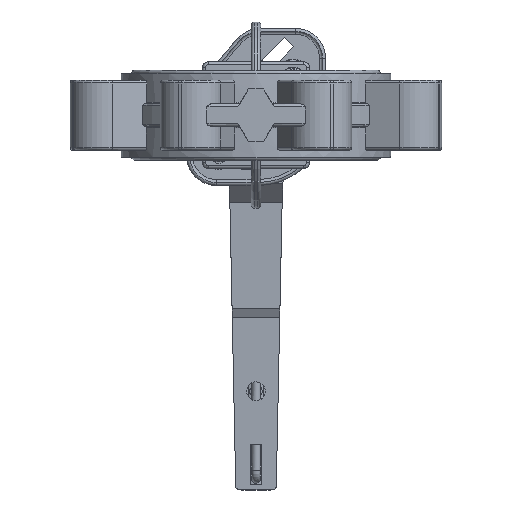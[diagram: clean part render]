
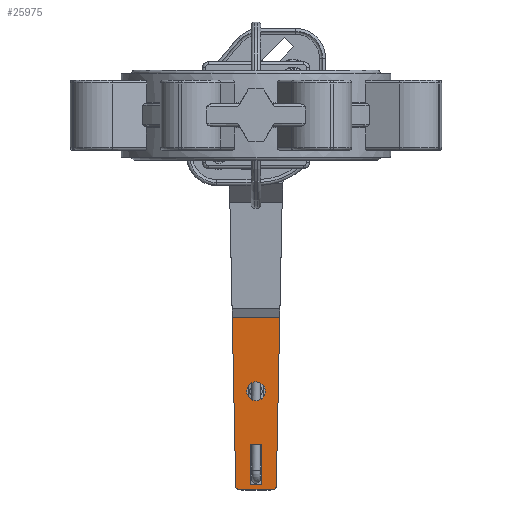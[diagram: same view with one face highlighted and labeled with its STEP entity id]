
A CAD part, front view. The second image highlights one B-rep face of the part: STEP entity #25975.
In plain terms, the highlighted planar face has unit normal (0, -0.999, -0.046).
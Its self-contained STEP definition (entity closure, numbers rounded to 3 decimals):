
#23148=CARTESIAN_POINT('',(-11.541,232.,-250.));
#23149=VERTEX_POINT('',#23148);
#23150=CARTESIAN_POINT('',(-13.541,231.911,-248.041));
#23151=VERTEX_POINT('',#23150);
#23152=CARTESIAN_POINT('',(-11.541,231.909,-248.));
#23153=DIRECTION('',(0.0,0.999,0.046));
#23154=DIRECTION('',(0.,0.046,-0.999));
#23155=AXIS2_PLACEMENT_3D('',#23152,#23153,#23154);
#23156=ELLIPSE('',#23155,2.002,2.0);
#23157=EDGE_CURVE('',#23149,#23151,#23156,.T.);
#23286=CARTESIAN_POINT('',(-4.,230.63,-220.));
#23287=VERTEX_POINT('',#23286);
#23294=CARTESIAN_POINT('',(-4.,231.863,-247.));
#23295=VERTEX_POINT('',#23294);
#23296=CARTESIAN_POINT('',(-4.,231.863,-247.));
#23297=DIRECTION('',(0.0,-0.046,0.999));
#23298=VECTOR('',#23297,27.028);
#23299=LINE('',#23296,#23298);
#23300=EDGE_CURVE('',#23295,#23287,#23299,.T.);
#23431=CARTESIAN_POINT('',(-15.883,226.747,-135.));
#23432=VERTEX_POINT('',#23431);
#23433=CARTESIAN_POINT('',(-15.883,226.747,-135.));
#23434=DIRECTION('',(0.021,0.046,-0.999));
#23435=VECTOR('',#23434,113.184);
#23436=LINE('',#23433,#23435);
#23437=EDGE_CURVE('',#23432,#23151,#23436,.T.);
#23487=CARTESIAN_POINT('',(13.541,231.911,-248.041));
#23488=VERTEX_POINT('',#23487);
#23489=CARTESIAN_POINT('',(11.541,232.,-250.));
#23490=VERTEX_POINT('',#23489);
#23491=CARTESIAN_POINT('',(11.541,231.909,-248.));
#23492=DIRECTION('',(0.0,0.999,0.046));
#23493=DIRECTION('',(0.,0.046,-0.999));
#23494=AXIS2_PLACEMENT_3D('',#23491,#23492,#23493);
#23495=ELLIPSE('',#23494,2.002,2.0);
#23496=EDGE_CURVE('',#23488,#23490,#23495,.T.);
#23649=CARTESIAN_POINT('',(15.883,226.747,-135.));
#23650=VERTEX_POINT('',#23649);
#23657=CARTESIAN_POINT('',(13.541,231.911,-248.041));
#23658=DIRECTION('',(0.021,-0.046,0.999));
#23659=VECTOR('',#23658,113.184);
#23660=LINE('',#23657,#23659);
#23661=EDGE_CURVE('',#23488,#23650,#23660,.T.);
#23706=CARTESIAN_POINT('',(4.,231.863,-247.));
#23707=VERTEX_POINT('',#23706);
#23714=CARTESIAN_POINT('',(4.,230.63,-220.));
#23715=VERTEX_POINT('',#23714);
#23716=CARTESIAN_POINT('',(4.,230.63,-220.));
#23717=DIRECTION('',(0.0,0.046,-0.999));
#23718=VECTOR('',#23717,27.028);
#23719=LINE('',#23716,#23718);
#23720=EDGE_CURVE('',#23715,#23707,#23719,.T.);
#23912=CARTESIAN_POINT('',(4.,231.863,-247.));
#23913=DIRECTION('',(-1.0,0.0,0.0));
#23914=VECTOR('',#23913,8.0);
#23915=LINE('',#23912,#23914);
#23916=EDGE_CURVE('',#23707,#23295,#23915,.T.);
#24042=CARTESIAN_POINT('',(0.,229.294,-190.75));
#24043=VERTEX_POINT('',#24042);
#24044=CARTESIAN_POINT('',(0.,229.008,-184.5));
#24045=DIRECTION('',(0.0,0.999,0.046));
#24046=DIRECTION('',(0.0,-0.046,0.999));
#24047=AXIS2_PLACEMENT_3D('',#24044,#24045,#24046);
#24048=ELLIPSE('',#24047,6.257,6.25);
#24049=EDGE_CURVE('',#24043,#24043,#24048,.T.);
#24093=CARTESIAN_POINT('',(-4.,230.63,-220.));
#24094=DIRECTION('',(1.0,0.0,0.0));
#24095=VECTOR('',#24094,8.0);
#24096=LINE('',#24093,#24095);
#24097=EDGE_CURVE('',#23287,#23715,#24096,.T.);
#25290=CARTESIAN_POINT('',(-11.541,232.,-250.));
#25291=DIRECTION('',(1.0,0.0,0.0));
#25292=VECTOR('',#25291,23.082);
#25293=LINE('',#25290,#25292);
#25294=EDGE_CURVE('',#23149,#23490,#25293,.T.);
#25948=CARTESIAN_POINT('',(0.,232.,-250.));
#25949=DIRECTION('',(0.0,-0.999,-0.046));
#25950=DIRECTION('',(-1.0,0.0,0.0));
#25951=AXIS2_PLACEMENT_3D('',#25948,#25949,#25950);
#25952=PLANE('',#25951);
#25953=ORIENTED_EDGE('',*,*,#23157,.F.);
#25954=ORIENTED_EDGE('',*,*,#25294,.T.);
#25955=ORIENTED_EDGE('',*,*,#23496,.F.);
#25956=ORIENTED_EDGE('',*,*,#23661,.T.);
#25957=CARTESIAN_POINT('',(-15.883,226.747,-135.));
#25958=DIRECTION('',(1.0,0.0,0.0));
#25959=VECTOR('',#25958,31.767);
#25960=LINE('',#25957,#25959);
#25961=EDGE_CURVE('',#23432,#23650,#25960,.T.);
#25962=ORIENTED_EDGE('',*,*,#25961,.F.);
#25963=ORIENTED_EDGE('',*,*,#23437,.T.);
#25964=EDGE_LOOP('',(#25953,#25954,#25955,#25956,#25962,#25963));
#25965=FACE_OUTER_BOUND('',#25964,.T.);
#25966=ORIENTED_EDGE('',*,*,#23916,.T.);
#25967=ORIENTED_EDGE('',*,*,#23300,.T.);
#25968=ORIENTED_EDGE('',*,*,#24097,.T.);
#25969=ORIENTED_EDGE('',*,*,#23720,.T.);
#25970=EDGE_LOOP('',(#25966,#25967,#25968,#25969));
#25971=FACE_BOUND('',#25970,.T.);
#25972=ORIENTED_EDGE('',*,*,#24049,.T.);
#25973=EDGE_LOOP('',(#25972));
#25974=FACE_BOUND('',#25973,.T.);
#25975=ADVANCED_FACE('',(#25965,#25971,#25974),#25952,.T.);
